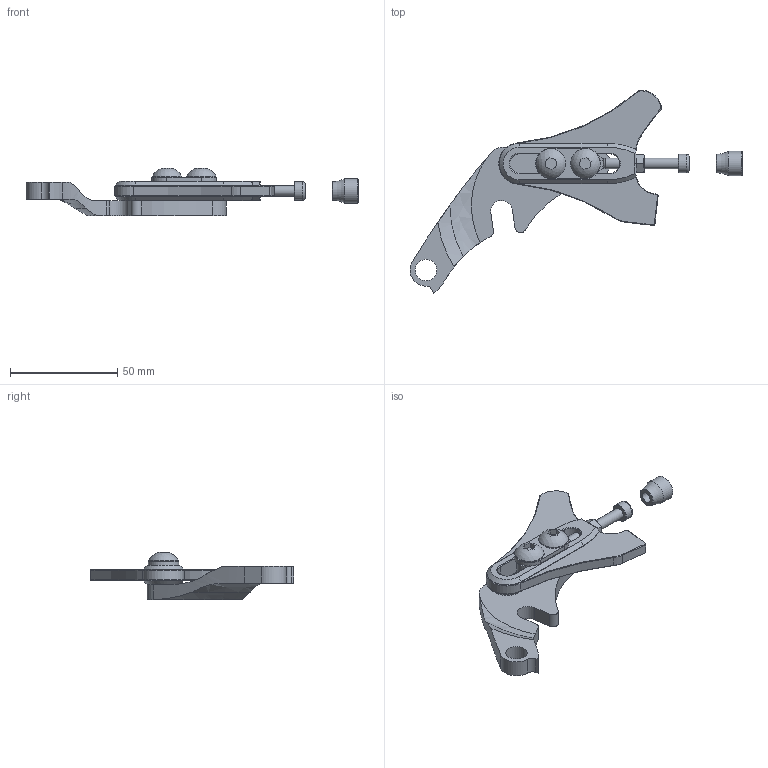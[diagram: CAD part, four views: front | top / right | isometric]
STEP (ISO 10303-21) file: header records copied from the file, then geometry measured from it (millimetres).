
FILE_DESCRIPTION (( 'STEP AP214' ), '1' );
FILE_NAME ('DR4045 flat.STEP', '2013-09-12T19:32:39', ( '' ), ( '' ), 'SwSTEP 2.0', 'SolidWorks 2012', '' );
FILE_SCHEMA (( 'AUTOMOTIVE_DESIGN' ));
Length unit declared in the file: inch
Products named in the file (8): DS0004; DR4045; MS5001; MS2016; MS2013; MS2012; MS1013; DR4045 flat
Assembly tree (8 placements, depth 2):
  DR4045 flat
    MS1013
    MS2012  x2
    MS2013
    MS2016
    MS5001
    DR4045
    DS0004
Bounding box: 154.98 x 94.86 x 22.07 mm (x, y, z)
Volume: 33357 mm3; surface area: 18851.2 mm2
Topology: 8 solids, 8 shells, 201 faces, 465 edges, 287 vertices
Faces by surface type: plane 86, cylinder 63, cone 41, torus 5, bspline 4, sphere 2
Full cylindrical faces by diameter (mm): 5 x4, 7.925 x2, 8 x2, 8.3 x2, 8.5 x2, 10 x1, 11.4 x1, 13.7 x2
Entity records: 5921 total; most frequent: CARTESIAN_POINT 1318, DIRECTION 918, ORIENTED_EDGE 824, EDGE_CURVE 412, AXIS2_PLACEMENT_3D 351, VERTEX_POINT 266, EDGE_LOOP 236, LINE 216
